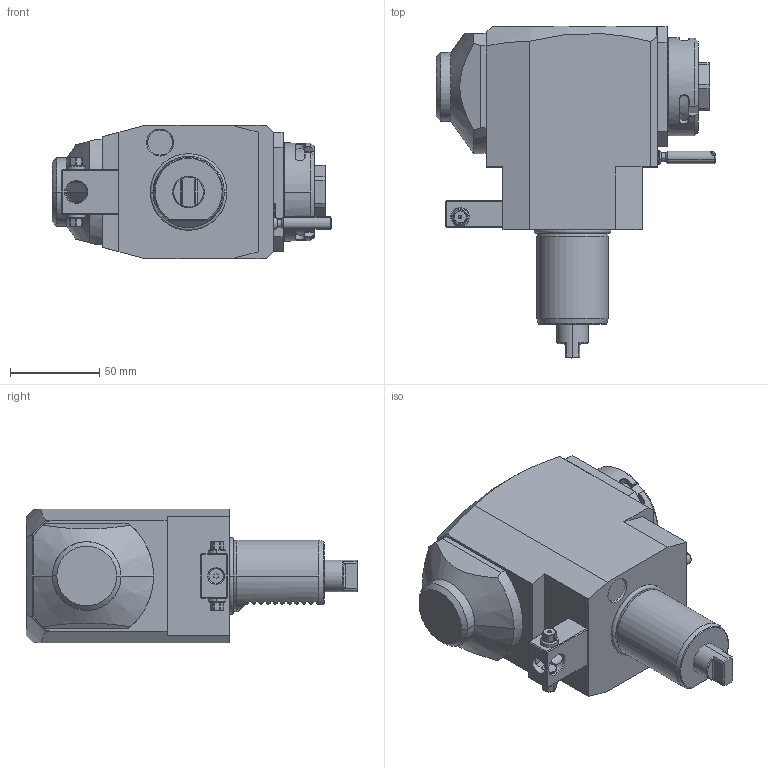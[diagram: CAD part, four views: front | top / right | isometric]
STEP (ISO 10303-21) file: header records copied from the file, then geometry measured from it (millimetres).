
FILE_DESCRIPTION((''),'2;1');
FILE_NAME('NGT1_40_225_25_3_1_80T','2024-10-24T',('vali'),('NOVA GRUP'),'PRO/ENGINEER BY PARAMETRIC TECHNOLOGY CORPORATION, 2010280','PRO/ENGINEER BY PARAMETRIC TECHNOLOGY CORPORATION, 2010280','');
FILE_SCHEMA(('CONFIG_CONTROL_DESIGN'));
Length unit declared in the file: millimetre
Products named in the file (1): NGT1_40_225_25_3_1_80T
Bounding box: 156.83 x 186 x 75 mm (x, y, z)
Volume: 960004.4 mm3; surface area: 71450.3 mm2
Topology: 1 solids, 2 shells, 355 faces, 936 edges, 598 vertices
Faces by surface type: plane 187, cylinder 92, cone 65, bspline 6, torus 3, sphere 2
Entity records: 13809 total; most frequent: CARTESIAN_POINT 5259, ORIENTED_EDGE 1864, DIRECTION 1639, EDGE_CURVE 932, VERTEX_POINT 598, AXIS2_PLACEMENT_3D 568, VECTOR 503, LINE 503
